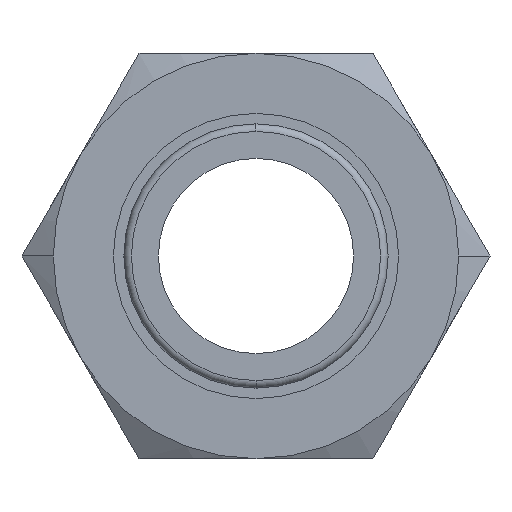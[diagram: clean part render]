
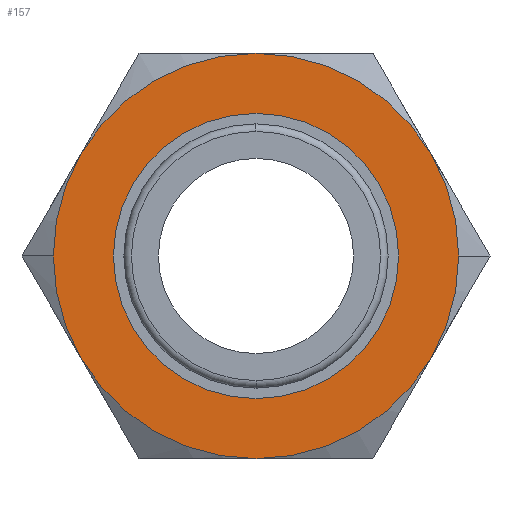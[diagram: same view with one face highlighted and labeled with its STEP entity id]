
A CAD part, front view. The second image highlights one B-rep face of the part: STEP entity #157.
In plain terms, the highlighted planar face has unit normal (0, -1, 0).
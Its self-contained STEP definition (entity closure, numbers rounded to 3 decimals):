
#157=ADVANCED_FACE('',(#318,#319),#320,.T.);
#318=FACE_OUTER_BOUND('',#477,.T.);
#319=FACE_BOUND('',#478,.T.);
#320=PLANE('',#479);
#477=EDGE_LOOP('',(#847,#848,#849,#850,#851,#852,#853,#854));
#478=EDGE_LOOP('',(#855,#856));
#479=AXIS2_PLACEMENT_3D('',#857,#858,#859);
#847=ORIENTED_EDGE('',*,*,#970,.T.);
#848=ORIENTED_EDGE('',*,*,#968,.T.);
#849=ORIENTED_EDGE('',*,*,#1036,.T.);
#850=ORIENTED_EDGE('',*,*,#1047,.T.);
#851=ORIENTED_EDGE('',*,*,#1051,.T.);
#852=ORIENTED_EDGE('',*,*,#1009,.T.);
#853=ORIENTED_EDGE('',*,*,#1052,.T.);
#854=ORIENTED_EDGE('',*,*,#978,.T.);
#855=ORIENTED_EDGE('',*,*,#983,.F.);
#856=ORIENTED_EDGE('',*,*,#1005,.F.);
#857=CARTESIAN_POINT('',(-6.75,27.0,0.0));
#858=DIRECTION('',(0.,-1.0,0.0));
#859=DIRECTION('',(-1.0,0.,0.0));
#968=EDGE_CURVE('',#1160,#1162,#1164,.T.);
#970=EDGE_CURVE('',#1135,#1160,#1166,.T.);
#978=EDGE_CURVE('',#1120,#1135,#1178,.T.);
#983=EDGE_CURVE('',#1185,#1181,#1187,.T.);
#1005=EDGE_CURVE('',#1181,#1185,#1216,.T.);
#1009=EDGE_CURVE('',#1219,#1074,#1221,.T.);
#1036=EDGE_CURVE('',#1162,#1170,#1250,.T.);
#1047=EDGE_CURVE('',#1170,#1260,#1262,.T.);
#1051=EDGE_CURVE('',#1260,#1219,#1266,.T.);
#1052=EDGE_CURVE('',#1074,#1120,#1267,.T.);
#1074=VERTEX_POINT('',#1334);
#1120=VERTEX_POINT('',#1421);
#1135=VERTEX_POINT('',#1492);
#1160=VERTEX_POINT('',#1545);
#1162=VERTEX_POINT('',#1548);
#1164=CIRCLE('',#1561,13.5);
#1166=CIRCLE('',#1563,13.5);
#1170=VERTEX_POINT('',#1568);
#1178=CIRCLE('',#1610,13.5);
#1181=VERTEX_POINT('',#1613);
#1185=VERTEX_POINT('',#1618);
#1187=CIRCLE('',#1621,9.5);
#1216=CIRCLE('',#1685,9.5);
#1219=VERTEX_POINT('',#1688);
#1221=CIRCLE('',#1691,13.5);
#1250=CIRCLE('',#1724,13.5);
#1260=VERTEX_POINT('',#1747);
#1262=CIRCLE('',#1760,13.5);
#1266=CIRCLE('',#1775,13.5);
#1267=CIRCLE('',#1776,13.5);
#1334=CARTESIAN_POINT('',(11.691,27.0,6.75));
#1421=CARTESIAN_POINT('',(0.,27.0,13.5));
#1492=CARTESIAN_POINT('',(-11.691,27.0,6.75));
#1545=CARTESIAN_POINT('',(-13.5,27.0,0.));
#1548=CARTESIAN_POINT('',(-11.691,27.0,-6.75));
#1561=AXIS2_PLACEMENT_3D('',#1854,#1855,#1856);
#1563=AXIS2_PLACEMENT_3D('',#1857,#1858,#1859);
#1568=CARTESIAN_POINT('',(0.,27.0,-13.5));
#1610=AXIS2_PLACEMENT_3D('',#1862,#1863,#1864);
#1613=CARTESIAN_POINT('',(9.5,27.0,0.));
#1618=CARTESIAN_POINT('',(-9.5,27.0,0.));
#1621=AXIS2_PLACEMENT_3D('',#1870,#1871,#1872);
#1685=AXIS2_PLACEMENT_3D('',#1908,#1909,#1910);
#1688=CARTESIAN_POINT('',(13.5,27.0,0.));
#1691=AXIS2_PLACEMENT_3D('',#1915,#1916,#1917);
#1724=AXIS2_PLACEMENT_3D('',#1952,#1953,#1954);
#1747=CARTESIAN_POINT('',(11.691,27.0,-6.75));
#1760=AXIS2_PLACEMENT_3D('',#1957,#1958,#1959);
#1775=AXIS2_PLACEMENT_3D('',#1960,#1961,#1962);
#1776=AXIS2_PLACEMENT_3D('',#1963,#1964,#1965);
#1854=CARTESIAN_POINT('',(0.,27.0,0.0));
#1855=DIRECTION('',(0.,-1.0,0.0));
#1856=DIRECTION('',(-1.0,0.,0.0));
#1857=CARTESIAN_POINT('',(0.,27.0,0.0));
#1858=DIRECTION('',(0.,-1.0,0.0));
#1859=DIRECTION('',(-1.0,0.,0.0));
#1862=CARTESIAN_POINT('',(0.,27.0,0.0));
#1863=DIRECTION('',(0.,-1.0,0.0));
#1864=DIRECTION('',(-1.0,0.,0.0));
#1870=CARTESIAN_POINT('',(0.0,27.0,0.0));
#1871=DIRECTION('',(0.,-1.0,0.0));
#1872=DIRECTION('',(1.0,0.,0.0));
#1908=CARTESIAN_POINT('',(0.0,27.0,0.0));
#1909=DIRECTION('',(0.,-1.0,0.0));
#1910=DIRECTION('',(1.0,0.,0.0));
#1915=CARTESIAN_POINT('',(0.,27.0,0.0));
#1916=DIRECTION('',(0.,-1.0,0.0));
#1917=DIRECTION('',(-1.0,0.,0.0));
#1952=CARTESIAN_POINT('',(0.,27.0,0.0));
#1953=DIRECTION('',(0.,-1.0,0.0));
#1954=DIRECTION('',(-1.0,0.,0.0));
#1957=CARTESIAN_POINT('',(0.,27.0,0.0));
#1958=DIRECTION('',(0.,-1.0,0.0));
#1959=DIRECTION('',(-1.0,0.,0.0));
#1960=CARTESIAN_POINT('',(0.,27.0,0.0));
#1961=DIRECTION('',(0.,-1.0,0.0));
#1962=DIRECTION('',(-1.0,0.,0.0));
#1963=CARTESIAN_POINT('',(0.,27.0,0.0));
#1964=DIRECTION('',(0.,-1.0,0.0));
#1965=DIRECTION('',(-1.0,0.,0.0));
